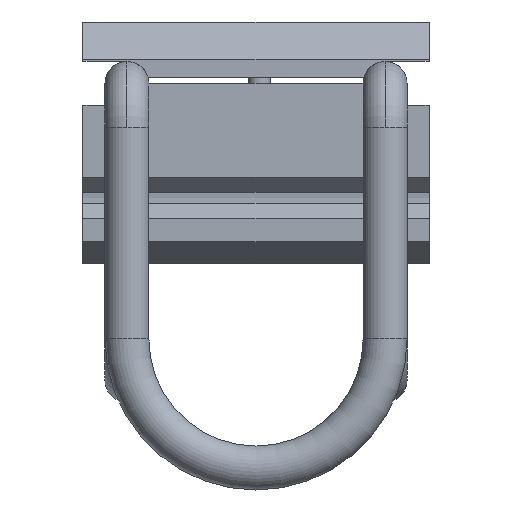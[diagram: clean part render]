
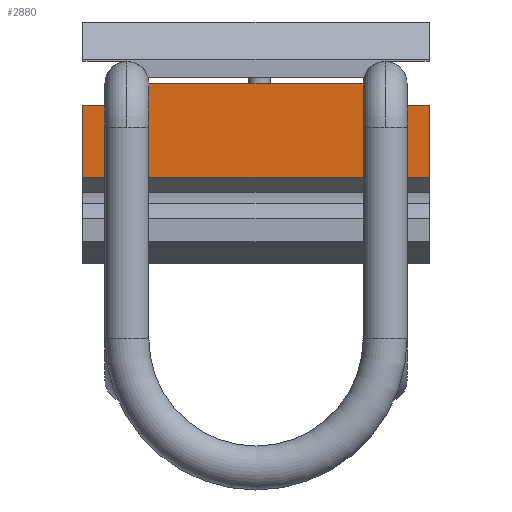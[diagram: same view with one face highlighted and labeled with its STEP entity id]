
A CAD part, front view. The second image highlights one B-rep face of the part: STEP entity #2880.
In plain terms, the highlighted planar face has unit normal (0, -1, 0).
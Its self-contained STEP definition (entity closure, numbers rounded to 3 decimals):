
#12 = VECTOR ( 'NONE', #92, 1000. ) ;
#48 = CARTESIAN_POINT ( 'NONE',  ( 3.412, 0., -11.75 ) ) ;
#50 = EDGE_CURVE ( 'NONE', #982, #2373, #1772, .T. ) ;
#82 = DIRECTION ( 'NONE',  ( 0., 0., 1. ) ) ;
#92 = DIRECTION ( 'NONE',  ( 0., 0., -1. ) ) ;
#132 = AXIS2_PLACEMENT_3D ( 'NONE', #2352, #221, #236 ) ;
#221 = DIRECTION ( 'NONE',  ( 0., 1., 0. ) ) ;
#236 = DIRECTION ( 'NONE',  ( 0., 0., -1. ) ) ;
#240 = CARTESIAN_POINT ( 'NONE',  ( 3.412, 0., -15.75 ) ) ;
#311 = ORIENTED_EDGE ( 'NONE', *, *, #50, .T. ) ;
#371 = ORIENTED_EDGE ( 'NONE', *, *, #2324, .T. ) ;
#378 = EDGE_CURVE ( 'NONE', #2555, #1631, #1183, .T. ) ;
#483 = EDGE_CURVE ( 'NONE', #2066, #1067, #2689, .T. ) ;
#488 = CARTESIAN_POINT ( 'NONE',  ( 3.412, 0., -11.75 ) ) ;
#702 = ORIENTED_EDGE ( 'NONE', *, *, #2450, .T. ) ;
#720 = FACE_OUTER_BOUND ( 'NONE', #759, .T. ) ;
#736 = CARTESIAN_POINT ( 'NONE',  ( -3.132, 0., 15.75 ) ) ;
#759 = EDGE_LOOP ( 'NONE', ( #371, #2366, #2951, #1311, #918, #3037, #702, #311 ) ) ;
#816 = CARTESIAN_POINT ( 'NONE',  ( 5.412, 0., -11.75 ) ) ;
#877 = CARTESIAN_POINT ( 'NONE',  ( 3.412, 0., 15.75 ) ) ;
#886 = VECTOR ( 'NONE', #1370, 1000. ) ;
#901 = DIRECTION ( 'NONE',  ( 0., 1., 0. ) ) ;
#918 = ORIENTED_EDGE ( 'NONE', *, *, #1211, .T. ) ;
#982 = VERTEX_POINT ( 'NONE', #48 ) ;
#1020 = CARTESIAN_POINT ( 'NONE',  ( -3.132, 0., -15.75 ) ) ;
#1055 = AXIS2_PLACEMENT_3D ( 'NONE', #816, #1775, #82 ) ;
#1067 = VERTEX_POINT ( 'NONE', #240 ) ;
#1167 = CARTESIAN_POINT ( 'NONE',  ( 3.412, 0., 11.75 ) ) ;
#1183 = LINE ( 'NONE', #2157, #886 ) ;
#1211 = EDGE_CURVE ( 'NONE', #2555, #2066, #2887, .T. ) ;
#1291 = VECTOR ( 'NONE', #2141, 1000. ) ;
#1311 = ORIENTED_EDGE ( 'NONE', *, *, #378, .F. ) ;
#1314 = CARTESIAN_POINT ( 'NONE',  ( 5.412, 0., 9.75 ) ) ;
#1324 = VECTOR ( 'NONE', #1990, 1000. ) ;
#1370 = DIRECTION ( 'NONE',  ( 1., 0., 0. ) ) ;
#1394 = CARTESIAN_POINT ( 'NONE',  ( -3.132, 0., -15.75 ) ) ;
#1418 = CARTESIAN_POINT ( 'NONE',  ( -3.132, 0., 15.75 ) ) ;
#1624 = DIRECTION ( 'NONE',  ( 0., 0., 1. ) ) ;
#1631 = VERTEX_POINT ( 'NONE', #877 ) ;
#1632 = DIRECTION ( 'NONE',  ( -1., 0., 0. ) ) ;
#1663 = VERTEX_POINT ( 'NONE', #2149 ) ;
#1728 = CARTESIAN_POINT ( 'NONE',  ( 5.412, 0., -18.403 ) ) ;
#1772 = CIRCLE ( 'NONE', #1055, 2. ) ;
#1775 = DIRECTION ( 'NONE',  ( 0., 1., 0. ) ) ;
#1829 = VERTEX_POINT ( 'NONE', #1314 ) ;
#1837 = EDGE_CURVE ( 'NONE', #1663, #1631, #2292, .T. ) ;
#1967 = VECTOR ( 'NONE', #1624, 1000. ) ;
#1990 = DIRECTION ( 'NONE',  ( 1., 0., 0. ) ) ;
#2066 = VERTEX_POINT ( 'NONE', #1394 ) ;
#2141 = DIRECTION ( 'NONE',  ( 0., 0., 1. ) ) ;
#2149 = CARTESIAN_POINT ( 'NONE',  ( 3.412, 0., 11.75 ) ) ;
#2157 = CARTESIAN_POINT ( 'NONE',  ( -3.132, 0., 15.75 ) ) ;
#2167 = LINE ( 'NONE', #488, #1967 ) ;
#2221 = LINE ( 'NONE', #1728, #2571 ) ;
#2224 = CARTESIAN_POINT ( 'NONE',  ( -3.132, 0., 15.75 ) ) ;
#2292 = LINE ( 'NONE', #1167, #1291 ) ;
#2294 = CARTESIAN_POINT ( 'NONE',  ( 5.412, 0., -9.75 ) ) ;
#2324 = EDGE_CURVE ( 'NONE', #2373, #1829, #2221, .T. ) ;
#2352 = CARTESIAN_POINT ( 'NONE',  ( 5.412, 0., 11.75 ) ) ;
#2366 = ORIENTED_EDGE ( 'NONE', *, *, #2529, .T. ) ;
#2373 = VERTEX_POINT ( 'NONE', #2294 ) ;
#2450 = EDGE_CURVE ( 'NONE', #1067, #982, #2167, .T. ) ;
#2451 = DIRECTION ( 'NONE',  ( 0., 0., 1. ) ) ;
#2529 = EDGE_CURVE ( 'NONE', #1829, #1663, #2776, .T. ) ;
#2555 = VERTEX_POINT ( 'NONE', #736 ) ;
#2571 = VECTOR ( 'NONE', #2451, 1000. ) ;
#2638 = PLANE ( 'NONE',  #2825 ) ;
#2689 = LINE ( 'NONE', #1020, #1324 ) ;
#2776 = CIRCLE ( 'NONE', #132, 2. ) ;
#2825 = AXIS2_PLACEMENT_3D ( 'NONE', #1418, #901, #1632 ) ;
#2880 = ADVANCED_FACE ( 'NONE', ( #720 ), #2638, .F. ) ;
#2887 = LINE ( 'NONE', #2224, #12 ) ;
#2951 = ORIENTED_EDGE ( 'NONE', *, *, #1837, .T. ) ;
#3037 = ORIENTED_EDGE ( 'NONE', *, *, #483, .T. ) ;
